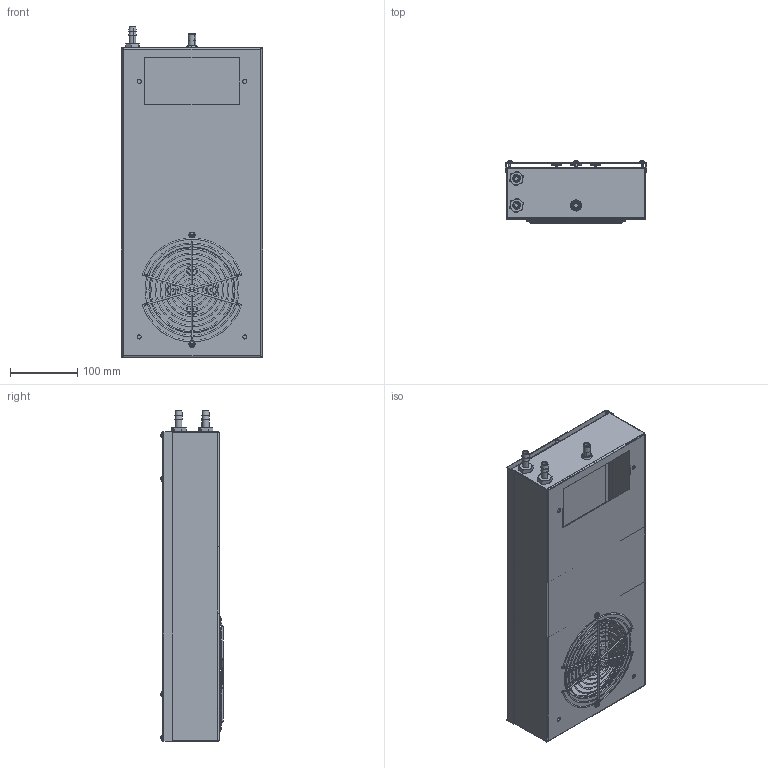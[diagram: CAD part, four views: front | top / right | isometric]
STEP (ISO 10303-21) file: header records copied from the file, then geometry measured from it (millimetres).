
FILE_DESCRIPTION (( 'STEP AP203' ), '1' );
FILE_NAME ('3116-0700-11-07.STEP', '2018-04-25T13:43:46', ( '' ), ( '' ), 'SwSTEP 2.0', 'SolidWorks 2017', '' );
FILE_SCHEMA (( 'CONFIG_CONTROL_DESIGN' ));
Length unit declared in the file: millimetre
Products named in the file (9): 3116-0700-11-07; W0156638~0; 3114-0016-05-00~0; W0156639~0; W0159058~0; Blindnietmutter_M8_offen_rund_gr_Senkkopf; 8000-7981-03-09; 8101-0100-06-00; 8000-7985-04-06
Assembly tree (18 placements, depth 2):
  3116-0700-11-07
    W0156638~0
    W0156639~0
    3114-0016-05-00~0
    W0159058~0  x2
    8000-7981-03-09  x6
    8101-0100-06-00  x2
    8000-7985-04-06  x4
    Blindnietmutter_M8_offen_rund_gr_Senkkopf
Bounding box: 210 x 92.49 x 491 mm (x, y, z)
Volume: 1867227.5 mm3; surface area: 628870.7 mm2
Topology: 20 solids, 20 shells, 1214 faces, 3310 edges, 2140 vertices
Faces by surface type: cylinder 544, plane 412, torus 130, cone 84, bspline 24, sphere 20
Entity records: 37188 total; most frequent: CARTESIAN_POINT 11789, DIRECTION 5321, ORIENTED_EDGE 5044, EDGE_CURVE 2522, AXIS2_PLACEMENT_3D 2180, VERTEX_POINT 1648, CIRCLE 1281, EDGE_LOOP 1082
